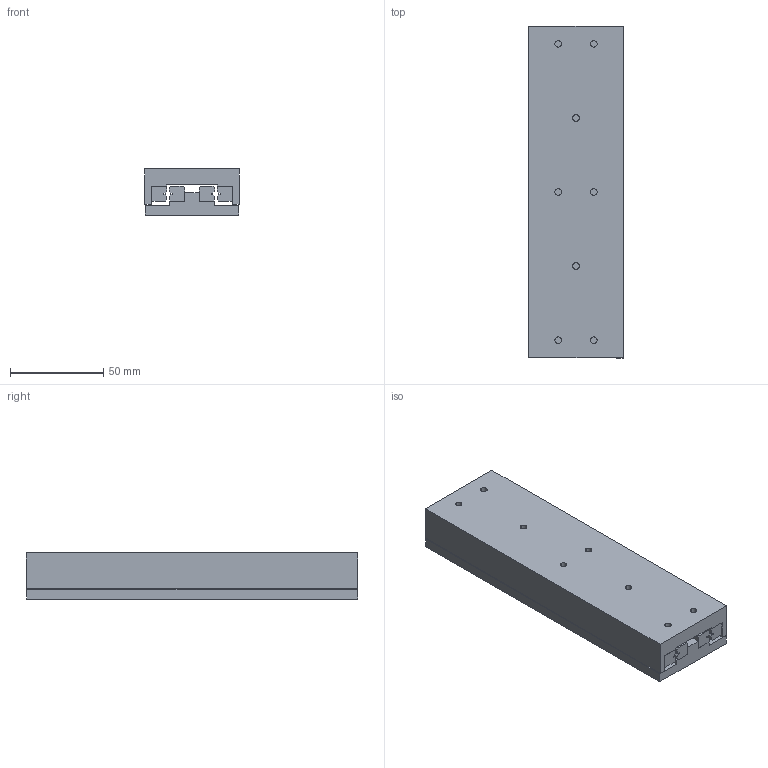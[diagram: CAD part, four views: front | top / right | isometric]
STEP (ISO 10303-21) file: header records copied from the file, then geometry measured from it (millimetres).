
FILE_DESCRIPTION((''),'2;1');
FILE_NAME('XAC2-7-6.stp','2003-09-26T20:38:52',('fran'),(''),'Autodesk Inventor (tm) 5.3','Autodesk Inventor (tm) 5.3','');
FILE_SCHEMA(('CONFIG_CONTROL_DESIGN'));
Length unit declared in the file: inch
Products named in the file (8): XAC2-7-6; XAC2-7-6 PART; XAC2-7-6 PART1; XAC2-7-6 PART2; XAC2-7-6 PART3; XAC2-7-6 PART4; XAC2-7-6 PART5; XAC2-7-6 PART6
Assembly tree (7 placements, depth 3):
  XAC2-7-6
    XAC2-7-6 PART
      XAC2-7-6 PART1
      XAC2-7-6 PART2
      XAC2-7-6 PART3
      XAC2-7-6 PART4
      XAC2-7-6 PART5
      XAC2-7-6 PART6
Bounding box: 50.5 x 177.86 x 24.75 mm (x, y, z)
Volume: 195777.7 mm3; surface area: 76971.2 mm2
Topology: 6 solids, 6 shells, 128 faces, 336 edges, 224 vertices
Faces by surface type: plane 92, bspline 36
Entity records: 5437 total; most frequent: CARTESIAN_POINT 1259, ORIENTED_EDGE 672, DIRECTION 614, EDGE_CURVE 336, VECTOR 272, LINE 272, VERTEX_POINT 224, AXIS2_PLACEMENT_3D 171
